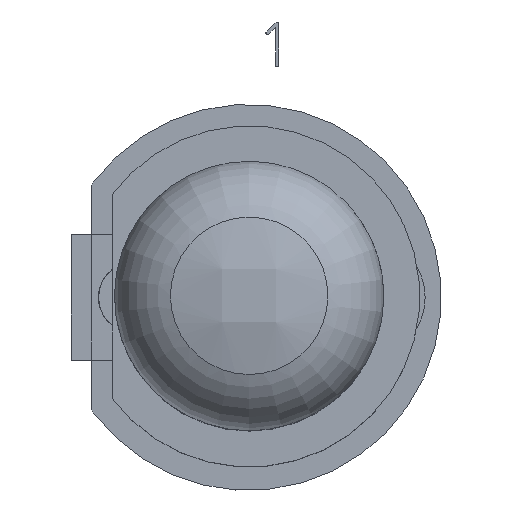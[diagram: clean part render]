
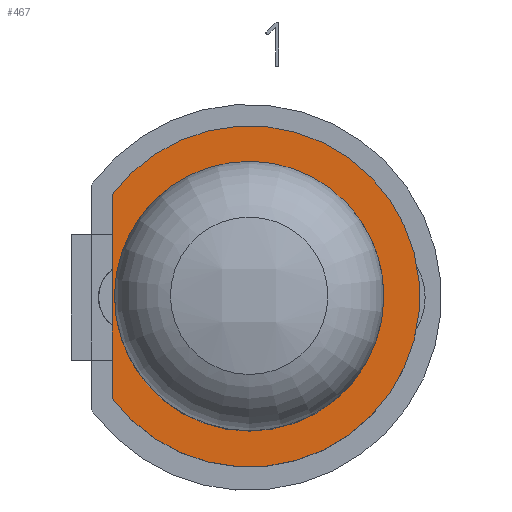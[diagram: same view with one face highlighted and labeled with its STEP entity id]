
A CAD part, top view. The second image highlights one B-rep face of the part: STEP entity #467.
In plain terms, the highlighted planar face has unit normal (0, 0, 1).
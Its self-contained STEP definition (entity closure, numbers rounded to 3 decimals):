
#467=ADVANCED_FACE('',(#594,#596),#598,.F.);
#594=FACE_BOUND('',#595,.T.);
#595=EDGE_LOOP('',(#1157,#1158));
#596=FACE_BOUND('',#597,.T.);
#597=EDGE_LOOP('',(#1159));
#598=PLANE('',#599);
#599=AXIS2_PLACEMENT_3D('',#600,#601,#602);
#600=CARTESIAN_POINT('',(0.01,0.,6.104));
#601=DIRECTION('',(0.,0.,-1.));
#602=DIRECTION('',(0.,-1.,0.));
#1157=ORIENTED_EDGE('',*,*,#1529,.F.);
#1158=ORIENTED_EDGE('',*,*,#1528,.F.);
#1159=ORIENTED_EDGE('',*,*,#1523,.F.);
#1523=EDGE_CURVE('',#1667,#1667,#1668,.T.);
#1528=EDGE_CURVE('',#1676,#1671,#1678,.T.);
#1529=EDGE_CURVE('',#1671,#1676,#1679,.T.);
#1667=VERTEX_POINT('',#2017);
#1668=CIRCLE('',#2018,1.5);
#1671=VERTEX_POINT('',#2027);
#1676=VERTEX_POINT('',#2037);
#1678=CIRCLE('',#2041,1.9);
#1679=LINE('',#2045,#2046);
#2017=CARTESIAN_POINT('',(0.01,-1.5,6.104));
#2018=AXIS2_PLACEMENT_3D('',#2019,#2020,#2021);
#2019=CARTESIAN_POINT('',(0.01,0.,6.104));
#2020=DIRECTION('',(0.,0.,1.));
#2021=DIRECTION('',(0.,1.,0.));
#2027=CARTESIAN_POINT('',(-1.516,-1.132,6.104));
#2037=CARTESIAN_POINT('',(-1.516,1.132,6.104));
#2041=AXIS2_PLACEMENT_3D('',#2042,#2043,#2044);
#2042=CARTESIAN_POINT('',(0.01,0.,6.104));
#2043=DIRECTION('',(0.,0.,-1.));
#2044=DIRECTION('',(-0.803,0.596,0.));
#2045=CARTESIAN_POINT('',(-1.516,-1.132,6.104));
#2046=VECTOR('',#2047,1.);
#2047=DIRECTION('',(0.,1.,0.));
